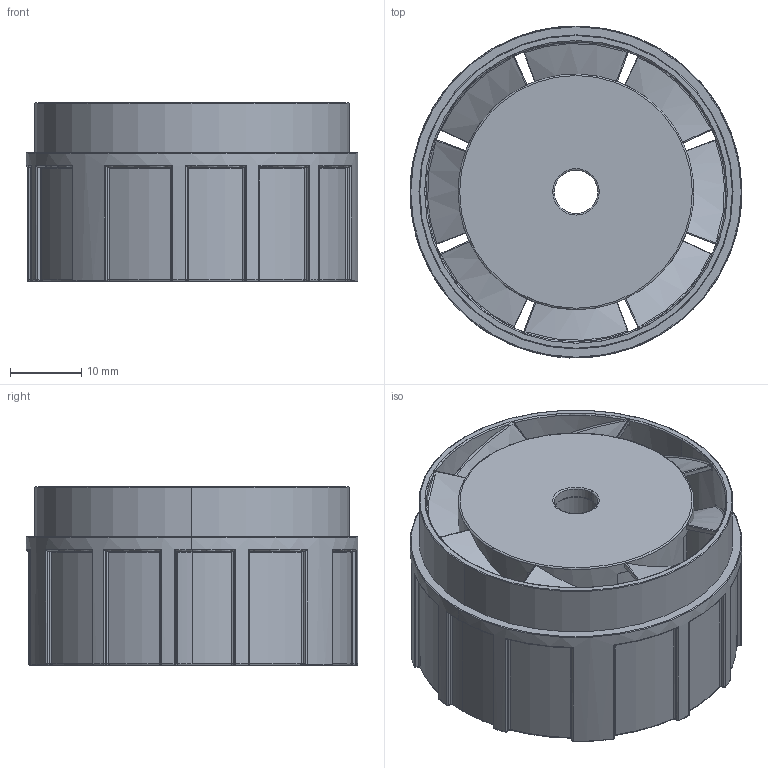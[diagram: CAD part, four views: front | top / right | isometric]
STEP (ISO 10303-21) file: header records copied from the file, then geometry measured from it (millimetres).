
FILE_DESCRIPTION (( 'STEP AP203' ), '1' );
FILE_NAME ('前端盖A-晨光-设计-2021.4.16+圆周筋条-方案3-方案4.STEP', '2021-05-22T08:15:48', ( '' ), ( '' ), 'SwSTEP 2.0', 'SolidWorks 2021', '' );
FILE_SCHEMA (( 'CONFIG_CONTROL_DESIGN' ));
Length unit declared in the file: millimetre
Products named in the file (1): 前端盖A-晨光-设计-2021.4.16+圆周筋条-方案3-方案4
Bounding box: 46.5 x 46.5 x 25 mm (x, y, z)
Volume: 8901.7 mm3; surface area: 12720.1 mm2
Topology: 1 solids, 1 shells, 1034 faces, 2645 edges, 1534 vertices
Faces by surface type: cylinder 325, bspline 241, torus 215, plane 157, sphere 73, cone 23
Entity records: 37288 total; most frequent: CARTESIAN_POINT 14551, ORIENTED_EDGE 5130, DIRECTION 4506, EDGE_CURVE 2565, AXIS2_PLACEMENT_3D 1959, VERTEX_POINT 1524, CIRCLE 1165, EDGE_LOOP 1043
